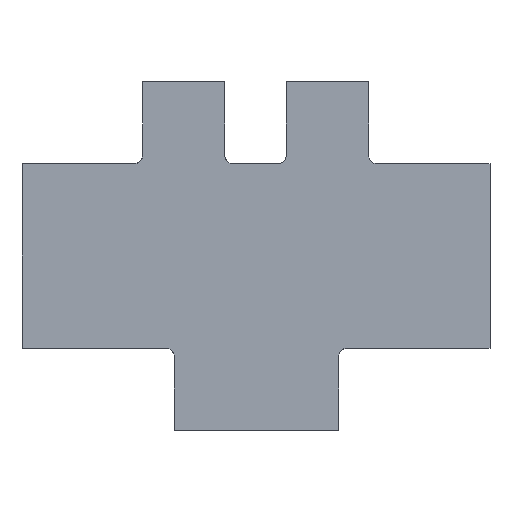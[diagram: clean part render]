
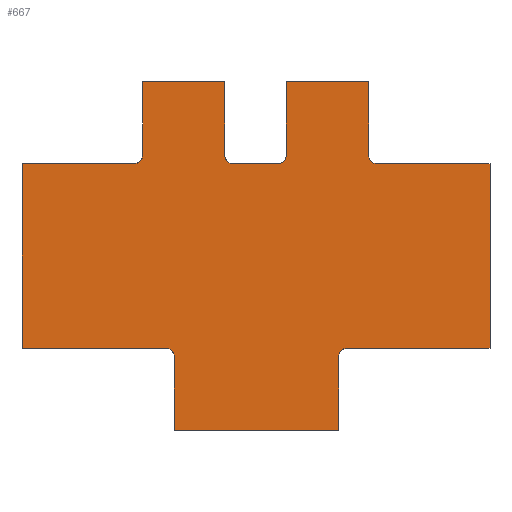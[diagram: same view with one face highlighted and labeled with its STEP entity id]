
A CAD part, front view. The second image highlights one B-rep face of the part: STEP entity #667.
In plain terms, the highlighted planar face has unit normal (0, -1, 0).
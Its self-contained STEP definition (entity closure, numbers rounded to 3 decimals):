
#40=PLANE('',#736);
#41=CIRCLE('',#686,2.);
#42=CIRCLE('',#688,2.);
#43=CIRCLE('',#696,2.);
#44=CIRCLE('',#698,2.);
#49=CIRCLE('',#710,2.);
#50=CIRCLE('',#712,2.);
#89=FACE_OUTER_BOUND('',#128,.T.);
#128=EDGE_LOOP('',(#598,#599,#600,#601,#602,#603,#604,#605,#606,#607,#608,
#609,#610,#611,#612,#613,#614,#615,#616,#617,#618,#619));
#143=LINE('',#949,#216);
#146=LINE('',#956,#219);
#154=LINE('',#981,#227);
#162=LINE('',#1001,#235);
#166=LINE('',#1008,#239);
#178=LINE('',#1048,#251);
#183=LINE('',#1058,#256);
#184=LINE('',#1061,#257);
#186=LINE('',#1064,#259);
#191=LINE('',#1074,#264);
#192=LINE('',#1077,#265);
#194=LINE('',#1080,#267);
#202=LINE('',#1101,#275);
#204=LINE('',#1104,#277);
#206=LINE('',#1107,#279);
#207=LINE('',#1109,#280);
#216=VECTOR('',#763,10.);
#219=VECTOR('',#770,10.);
#227=VECTOR('',#794,10.);
#235=VECTOR('',#806,10.);
#239=VECTOR('',#810,10.);
#251=VECTOR('',#854,10.);
#256=VECTOR('',#863,10.);
#257=VECTOR('',#866,10.);
#259=VECTOR('',#870,10.);
#264=VECTOR('',#879,10.);
#265=VECTOR('',#882,10.);
#267=VECTOR('',#886,10.);
#275=VECTOR('',#910,10.);
#277=VECTOR('',#914,10.);
#279=VECTOR('',#916,10.);
#280=VECTOR('',#919,10.);
#285=VERTEX_POINT('',#933);
#286=VERTEX_POINT('',#935);
#287=VERTEX_POINT('',#939);
#288=VERTEX_POINT('',#941);
#290=VERTEX_POINT('',#947);
#292=VERTEX_POINT('',#955);
#297=VERTEX_POINT('',#968);
#298=VERTEX_POINT('',#970);
#299=VERTEX_POINT('',#974);
#300=VERTEX_POINT('',#976);
#301=VERTEX_POINT('',#980);
#310=VERTEX_POINT('',#998);
#311=VERTEX_POINT('',#1000);
#314=VERTEX_POINT('',#1006);
#321=VERTEX_POINT('',#1028);
#322=VERTEX_POINT('',#1032);
#329=VERTEX_POINT('',#1056);
#330=VERTEX_POINT('',#1060);
#333=VERTEX_POINT('',#1072);
#334=VERTEX_POINT('',#1076);
#339=VERTEX_POINT('',#1100);
#340=VERTEX_POINT('',#1105);
#346=EDGE_CURVE('',#285,#286,#41,.T.);
#349=EDGE_CURVE('',#287,#288,#42,.T.);
#353=EDGE_CURVE('',#285,#290,#143,.T.);
#356=EDGE_CURVE('',#288,#292,#146,.T.);
#363=EDGE_CURVE('',#297,#298,#43,.T.);
#366=EDGE_CURVE('',#299,#300,#44,.T.);
#368=EDGE_CURVE('',#301,#300,#154,.T.);
#378=EDGE_CURVE('',#311,#310,#162,.T.);
#382=EDGE_CURVE('',#297,#314,#166,.T.);
#392=EDGE_CURVE('',#311,#321,#49,.T.);
#395=EDGE_CURVE('',#322,#314,#50,.T.);
#402=EDGE_CURVE('',#292,#290,#178,.T.);
#407=EDGE_CURVE('',#299,#329,#183,.T.);
#408=EDGE_CURVE('',#298,#330,#184,.T.);
#410=EDGE_CURVE('',#330,#329,#186,.T.);
#415=EDGE_CURVE('',#322,#333,#191,.T.);
#416=EDGE_CURVE('',#321,#334,#192,.T.);
#418=EDGE_CURVE('',#334,#333,#194,.T.);
#428=EDGE_CURVE('',#310,#339,#202,.T.);
#430=EDGE_CURVE('',#339,#286,#204,.T.);
#432=EDGE_CURVE('',#287,#340,#206,.T.);
#433=EDGE_CURVE('',#340,#301,#207,.T.);
#598=ORIENTED_EDGE('',*,*,#368,.T.);
#599=ORIENTED_EDGE('',*,*,#366,.F.);
#600=ORIENTED_EDGE('',*,*,#407,.T.);
#601=ORIENTED_EDGE('',*,*,#410,.F.);
#602=ORIENTED_EDGE('',*,*,#408,.F.);
#603=ORIENTED_EDGE('',*,*,#363,.F.);
#604=ORIENTED_EDGE('',*,*,#382,.T.);
#605=ORIENTED_EDGE('',*,*,#395,.F.);
#606=ORIENTED_EDGE('',*,*,#415,.T.);
#607=ORIENTED_EDGE('',*,*,#418,.F.);
#608=ORIENTED_EDGE('',*,*,#416,.F.);
#609=ORIENTED_EDGE('',*,*,#392,.F.);
#610=ORIENTED_EDGE('',*,*,#378,.T.);
#611=ORIENTED_EDGE('',*,*,#428,.T.);
#612=ORIENTED_EDGE('',*,*,#430,.T.);
#613=ORIENTED_EDGE('',*,*,#346,.F.);
#614=ORIENTED_EDGE('',*,*,#353,.T.);
#615=ORIENTED_EDGE('',*,*,#402,.F.);
#616=ORIENTED_EDGE('',*,*,#356,.F.);
#617=ORIENTED_EDGE('',*,*,#349,.F.);
#618=ORIENTED_EDGE('',*,*,#432,.T.);
#619=ORIENTED_EDGE('',*,*,#433,.T.);
#667=ADVANCED_FACE('',(#89),#40,.F.);
#686=AXIS2_PLACEMENT_3D('',#936,#750,#751);
#688=AXIS2_PLACEMENT_3D('',#942,#756,#757);
#696=AXIS2_PLACEMENT_3D('',#971,#783,#784);
#698=AXIS2_PLACEMENT_3D('',#977,#789,#790);
#710=AXIS2_PLACEMENT_3D('',#1029,#832,#833);
#712=AXIS2_PLACEMENT_3D('',#1034,#838,#839);
#736=AXIS2_PLACEMENT_3D('',#1110,#920,#921);
#750=DIRECTION('center_axis',(0.,-1.,0.));
#751=DIRECTION('ref_axis',(0.707,0.,0.707));
#756=DIRECTION('center_axis',(0.,-1.,0.));
#757=DIRECTION('ref_axis',(-0.707,0.,0.707));
#763=DIRECTION('',(0.,0.,-1.));
#770=DIRECTION('',(0.,0.,-1.));
#783=DIRECTION('center_axis',(0.,-1.,0.));
#784=DIRECTION('ref_axis',(0.707,0.,-0.707));
#789=DIRECTION('center_axis',(0.,-1.,0.));
#790=DIRECTION('ref_axis',(-0.707,0.,-0.707));
#794=DIRECTION('',(-1.,0.,0.));
#806=DIRECTION('',(-1.,0.,0.));
#810=DIRECTION('',(-1.,0.,0.));
#832=DIRECTION('center_axis',(0.,-1.,0.));
#833=DIRECTION('ref_axis',(0.707,0.,-0.707));
#838=DIRECTION('center_axis',(0.,-1.,0.));
#839=DIRECTION('ref_axis',(-0.707,0.,-0.707));
#854=DIRECTION('',(-1.,0.,0.));
#863=DIRECTION('',(0.,0.,1.));
#866=DIRECTION('',(0.,0.,1.));
#870=DIRECTION('',(1.,0.,0.));
#879=DIRECTION('',(0.,0.,1.));
#882=DIRECTION('',(0.,0.,1.));
#886=DIRECTION('',(1.,0.,0.));
#910=DIRECTION('',(0.,0.,-1.));
#914=DIRECTION('',(1.,0.,0.));
#916=DIRECTION('',(1.,0.,0.));
#919=DIRECTION('',(0.,0.,1.));
#920=DIRECTION('center_axis',(0.,1.,0.));
#921=DIRECTION('ref_axis',(1.,0.,0.));
#933=CARTESIAN_POINT('',(37.085,0.,-2.));
#935=CARTESIAN_POINT('',(35.085,0.,0.));
#936=CARTESIAN_POINT('Origin',(35.085,0.,-2.));
#939=CARTESIAN_POINT('',(79.085,0.,0.));
#941=CARTESIAN_POINT('',(77.085,0.,-2.));
#942=CARTESIAN_POINT('Origin',(79.085,0.,-2.));
#947=CARTESIAN_POINT('',(37.085,0.,-20.));
#949=CARTESIAN_POINT('',(37.085,0.,0.));
#955=CARTESIAN_POINT('',(77.085,0.,-20.));
#956=CARTESIAN_POINT('',(77.085,0.,0.));
#968=CARTESIAN_POINT('',(62.38,0.,45.));
#970=CARTESIAN_POINT('',(64.38,0.,47.));
#971=CARTESIAN_POINT('Origin',(62.38,0.,47.));
#974=CARTESIAN_POINT('',(84.38,0.,47.));
#976=CARTESIAN_POINT('',(86.38,0.,45.));
#977=CARTESIAN_POINT('Origin',(86.38,0.,47.));
#980=CARTESIAN_POINT('',(113.965,0.,45.));
#981=CARTESIAN_POINT('',(113.965,0.,45.));
#998=CARTESIAN_POINT('',(0.,0.,45.));
#1000=CARTESIAN_POINT('',(27.38,0.,45.));
#1001=CARTESIAN_POINT('',(113.965,0.,45.));
#1006=CARTESIAN_POINT('',(51.38,0.,45.));
#1008=CARTESIAN_POINT('',(113.965,0.,45.));
#1028=CARTESIAN_POINT('',(29.38,0.,47.));
#1029=CARTESIAN_POINT('Origin',(27.38,0.,47.));
#1032=CARTESIAN_POINT('',(49.38,0.,47.));
#1034=CARTESIAN_POINT('Origin',(51.38,0.,47.));
#1048=CARTESIAN_POINT('',(77.085,0.,-20.));
#1056=CARTESIAN_POINT('',(84.38,0.,65.));
#1058=CARTESIAN_POINT('',(84.38,0.,45.));
#1060=CARTESIAN_POINT('',(64.38,0.,65.));
#1061=CARTESIAN_POINT('',(64.38,0.,45.));
#1064=CARTESIAN_POINT('',(64.38,0.,65.));
#1072=CARTESIAN_POINT('',(49.38,0.,65.));
#1074=CARTESIAN_POINT('',(49.38,0.,45.));
#1076=CARTESIAN_POINT('',(29.38,0.,65.));
#1077=CARTESIAN_POINT('',(29.38,0.,45.));
#1080=CARTESIAN_POINT('',(29.38,0.,65.));
#1100=CARTESIAN_POINT('',(0.,0.,0.));
#1101=CARTESIAN_POINT('',(0.,0.,45.));
#1104=CARTESIAN_POINT('',(0.,0.,0.));
#1105=CARTESIAN_POINT('',(113.965,0.,0.));
#1107=CARTESIAN_POINT('',(0.,0.,0.));
#1109=CARTESIAN_POINT('',(113.965,0.,0.));
#1110=CARTESIAN_POINT('Origin',(56.983,0.,22.5));
